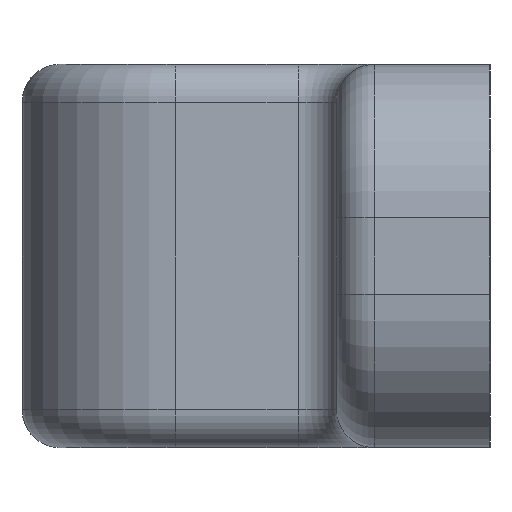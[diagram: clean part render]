
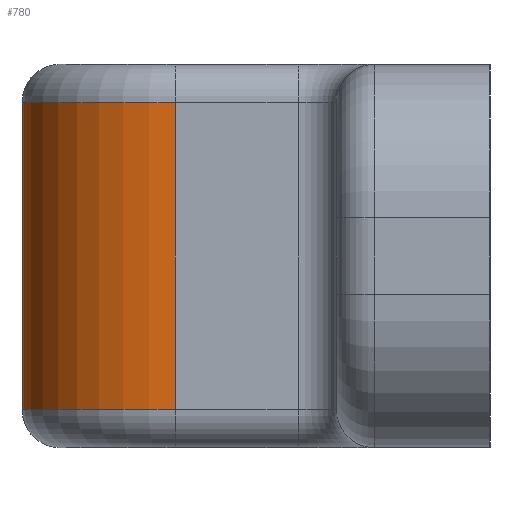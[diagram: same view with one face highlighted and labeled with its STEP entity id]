
A CAD part, left-side view. The second image highlights one B-rep face of the part: STEP entity #780.
In plain terms, the highlighted cylindrical face has radius 2 mm (diameter 4 mm), a partial arc.
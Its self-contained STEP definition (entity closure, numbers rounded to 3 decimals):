
#71=LINE('',#1363,#129);
#72=LINE('',#1364,#130);
#129=VECTOR('',#1121,10.);
#130=VECTOR('',#1122,10.);
#164=CYLINDRICAL_SURFACE('',#893,2.);
#202=FACE_OUTER_BOUND('',#251,.T.);
#251=EDGE_LOOP('',(#648,#649,#650,#651));
#274=CIRCLE('',#815,2.);
#293=CIRCLE('',#844,2.);
#327=VERTEX_POINT('',#1185);
#330=VERTEX_POINT('',#1190);
#348=VERTEX_POINT('',#1243);
#350=VERTEX_POINT('',#1249);
#398=EDGE_CURVE('',#330,#327,#274,.T.);
#427=EDGE_CURVE('',#350,#348,#293,.T.);
#484=EDGE_CURVE('',#350,#327,#71,.T.);
#485=EDGE_CURVE('',#330,#348,#72,.T.);
#648=ORIENTED_EDGE('',*,*,#427,.F.);
#649=ORIENTED_EDGE('',*,*,#484,.T.);
#650=ORIENTED_EDGE('',*,*,#398,.F.);
#651=ORIENTED_EDGE('',*,*,#485,.T.);
#780=ADVANCED_FACE('',(#202),#164,.T.);
#815=AXIS2_PLACEMENT_3D('',#1192,#925,#926);
#844=AXIS2_PLACEMENT_3D('',#1251,#993,#994);
#893=AXIS2_PLACEMENT_3D('',#1362,#1119,#1120);
#925=DIRECTION('center_axis',(0.,0.,-1.));
#926=DIRECTION('ref_axis',(-0.707,0.707,0.));
#993=DIRECTION('center_axis',(0.,0.,1.));
#994=DIRECTION('ref_axis',(-0.707,0.707,0.));
#1119=DIRECTION('center_axis',(0.,0.,1.));
#1120=DIRECTION('ref_axis',(-0.707,0.707,0.));
#1121=DIRECTION('',(0.,0.,-1.));
#1122=DIRECTION('',(0.,0.,1.));
#1185=CARTESIAN_POINT('',(-9.85,9.1,-30.498));
#1190=CARTESIAN_POINT('',(-11.85,7.1,-30.498));
#1192=CARTESIAN_POINT('Origin',(-9.85,7.1,-30.498));
#1243=CARTESIAN_POINT('',(-11.85,7.1,-26.498));
#1249=CARTESIAN_POINT('',(-9.85,9.1,-26.498));
#1251=CARTESIAN_POINT('Origin',(-9.85,7.1,-26.498));
#1362=CARTESIAN_POINT('Origin',(-9.85,7.1,-29.748));
#1363=CARTESIAN_POINT('',(-9.85,9.1,-29.748));
#1364=CARTESIAN_POINT('',(-11.85,7.1,-29.748));
